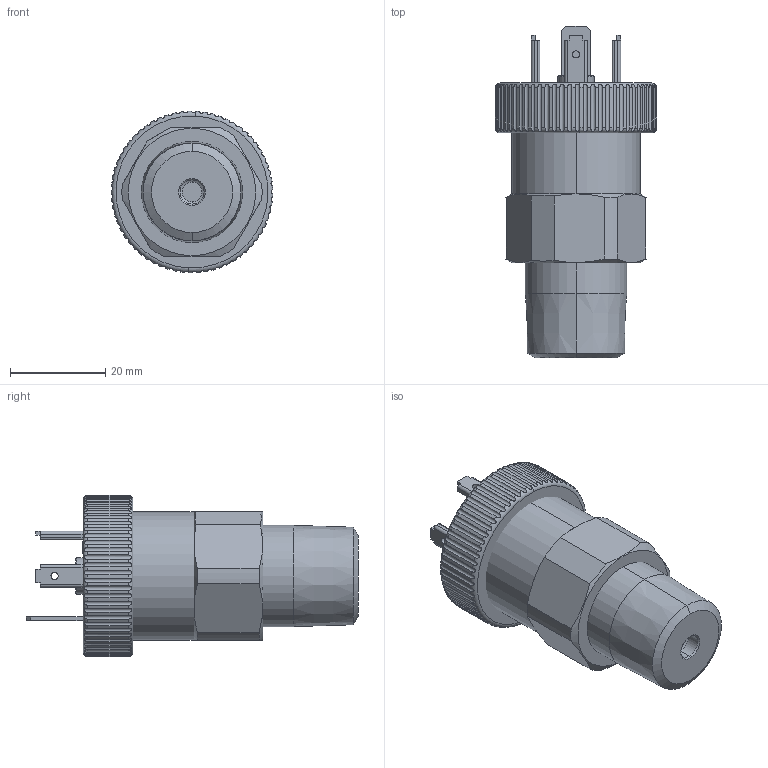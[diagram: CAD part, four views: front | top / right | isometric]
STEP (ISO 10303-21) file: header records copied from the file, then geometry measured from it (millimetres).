
FILE_DESCRIPTION (( 'STEP AP214' ), '1' );
FILE_NAME ('828X.XX.XX.51.05.STEP', '2017-07-03T13:53:12', ( 'upgadmin' ), ( 'Hewlett-Packard Company' ), 'SwSTEP 2.0', 'SolidWorks 2016', '' );
FILE_SCHEMA (( 'AUTOMOTIVE_DESIGN' ));
Length unit declared in the file: millimetre
Products named in the file (7): Stiftplatte_DIN-Stecker; 51_C29361; 828X.XX.XX.51.05; ﾜ-Mutter_E01220; ﾜ-Mutter
Assembly tree (3 placements, depth 2):
  Stiftplatte_DIN-Stecker
  51_C29361
  828X.XX.XX.51.05
    51_C29361
    Stiftplatte_DIN-Stecker
    ﾜ-Mutter_E01220
  ﾜ-Mutter
Bounding box: 34 x 69.85 x 34 mm (x, y, z)
Volume: 33376.6 mm3; surface area: 11430.5 mm2
Topology: 3 solids, 3 shells, 443 faces, 1215 edges, 798 vertices
Faces by surface type: cylinder 231, plane 155, bspline 25, cone 18, torus 14
Entity records: 18872 total; most frequent: CARTESIAN_POINT 6250, ORIENTED_EDGE 2430, DIRECTION 2177, EDGE_CURVE 1215, VERTEX_POINT 798, AXIS2_PLACEMENT_3D 791, LINE 595, VECTOR 595
